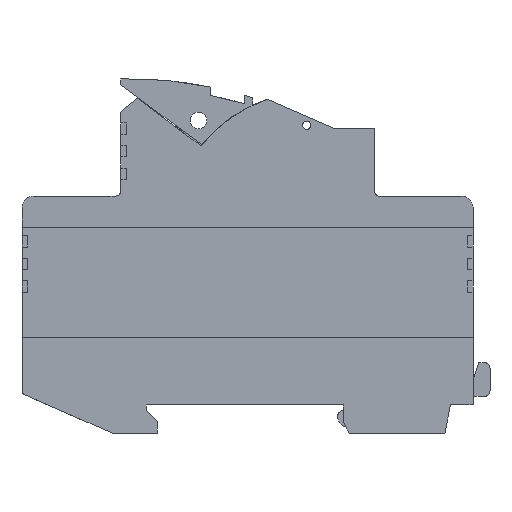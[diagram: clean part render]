
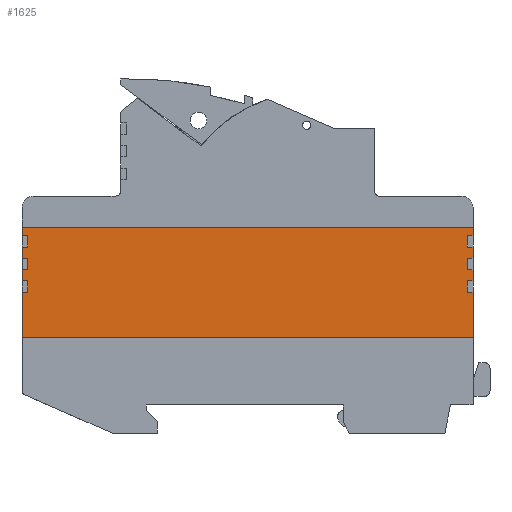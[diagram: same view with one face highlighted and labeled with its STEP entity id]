
A CAD part, left-side view. The second image highlights one B-rep face of the part: STEP entity #1625.
In plain terms, the highlighted planar face has unit normal (-1, 0, 0).
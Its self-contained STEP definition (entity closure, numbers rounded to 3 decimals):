
#1625=ADVANCED_FACE('VOLUMENK\X\D6RPER1',(#3498),#3499,.F.);
#3498=FACE_OUTER_BOUND('',#5614,.T.);
#3499=PLANE('',#5615);
#5614=EDGE_LOOP('',(#10816,#10817,#10818,#10819,#10820,#10821,#10822,#10823,#10824,#10825,#10826,#10827,#10828,#10829,#10830,#10831,#10832,#10833,#10834,#10835,#10836,#10837,#10838,#10839,#10840,#10841,#10842,#10843));
#5615=AXIS2_PLACEMENT_3D('',#10844,#10845,#10846);
#10816=ORIENTED_EDGE('',*,*,#15163,.F.);
#10817=ORIENTED_EDGE('',*,*,#15023,.F.);
#10818=ORIENTED_EDGE('',*,*,#15164,.F.);
#10819=ORIENTED_EDGE('',*,*,#15165,.F.);
#10820=ORIENTED_EDGE('',*,*,#15166,.F.);
#10821=ORIENTED_EDGE('',*,*,#15019,.F.);
#10822=ORIENTED_EDGE('',*,*,#15161,.F.);
#10823=ORIENTED_EDGE('',*,*,#15072,.F.);
#10824=ORIENTED_EDGE('',*,*,#15167,.F.);
#10825=ORIENTED_EDGE('',*,*,#15168,.F.);
#10826=ORIENTED_EDGE('',*,*,#15169,.F.);
#10827=ORIENTED_EDGE('',*,*,#15068,.F.);
#10828=ORIENTED_EDGE('',*,*,#15170,.F.);
#10829=ORIENTED_EDGE('',*,*,#15171,.F.);
#10830=ORIENTED_EDGE('',*,*,#15172,.F.);
#10831=ORIENTED_EDGE('',*,*,#15064,.F.);
#10832=ORIENTED_EDGE('',*,*,#15173,.F.);
#10833=ORIENTED_EDGE('',*,*,#15174,.F.);
#10834=ORIENTED_EDGE('',*,*,#15175,.F.);
#10835=ORIENTED_EDGE('',*,*,#15060,.F.);
#10836=ORIENTED_EDGE('',*,*,#15039,.F.);
#10837=ORIENTED_EDGE('',*,*,#15031,.F.);
#10838=ORIENTED_EDGE('',*,*,#15176,.F.);
#10839=ORIENTED_EDGE('',*,*,#15177,.F.);
#10840=ORIENTED_EDGE('',*,*,#15178,.F.);
#10841=ORIENTED_EDGE('',*,*,#15027,.F.);
#10842=ORIENTED_EDGE('',*,*,#15179,.F.);
#10843=ORIENTED_EDGE('',*,*,#15180,.F.);
#10844=CARTESIAN_POINT('',(0.5,43.,26.935));
#10845=DIRECTION('',(1.0,0.0,0.0));
#10846=DIRECTION('',(0.0,0.0,-1.0));
#15019=EDGE_CURVE('',#18743,#18745,#18746,.T.);
#15023=EDGE_CURVE('',#18751,#18753,#18754,.T.);
#15027=EDGE_CURVE('',#18759,#18761,#18762,.T.);
#15031=EDGE_CURVE('',#18767,#18769,#18770,.T.);
#15039=EDGE_CURVE('LINE',#18769,#18783,#18784,.T.);
#15060=EDGE_CURVE('',#18783,#18823,#18824,.T.);
#15064=EDGE_CURVE('',#18829,#18831,#18832,.T.);
#15068=EDGE_CURVE('',#18837,#18839,#18840,.T.);
#15072=EDGE_CURVE('',#18845,#18847,#18848,.T.);
#15161=EDGE_CURVE('LINE',#18847,#18743,#18986,.T.);
#15163=EDGE_CURVE('LINE',#18753,#18988,#18989,.T.);
#15164=EDGE_CURVE('LINE',#18990,#18751,#18991,.T.);
#15165=EDGE_CURVE('LINE',#18992,#18990,#18993,.T.);
#15166=EDGE_CURVE('LINE',#18745,#18992,#18994,.T.);
#15167=EDGE_CURVE('LINE',#18995,#18845,#18996,.T.);
#15168=EDGE_CURVE('LINE',#18997,#18995,#18998,.T.);
#15169=EDGE_CURVE('LINE',#18839,#18997,#18999,.T.);
#15170=EDGE_CURVE('LINE',#19000,#18837,#19001,.T.);
#15171=EDGE_CURVE('LINE',#19002,#19000,#19003,.T.);
#15172=EDGE_CURVE('LINE',#18831,#19002,#19004,.T.);
#15173=EDGE_CURVE('LINE',#19005,#18829,#19006,.T.);
#15174=EDGE_CURVE('LINE',#19007,#19005,#19008,.T.);
#15175=EDGE_CURVE('LINE',#18823,#19007,#19009,.T.);
#15176=EDGE_CURVE('LINE',#19010,#18767,#19011,.T.);
#15177=EDGE_CURVE('LINE',#19012,#19010,#19013,.T.);
#15178=EDGE_CURVE('LINE',#18761,#19012,#19014,.T.);
#15179=EDGE_CURVE('LINE',#19015,#18759,#19016,.T.);
#15180=EDGE_CURVE('LINE',#18988,#19015,#19017,.T.);
#18743=VERTEX_POINT('',#24981);
#18745=VERTEX_POINT('',#24984);
#18746=LINE('',#24985,#24986);
#18751=VERTEX_POINT('',#24993);
#18753=VERTEX_POINT('',#24996);
#18754=LINE('',#24997,#24998);
#18759=VERTEX_POINT('',#25005);
#18761=VERTEX_POINT('',#25008);
#18762=LINE('',#25009,#25010);
#18767=VERTEX_POINT('',#25017);
#18769=VERTEX_POINT('',#25020);
#18770=LINE('',#25021,#25022);
#18783=VERTEX_POINT('',#25041);
#18784=LINE('',#25042,#25043);
#18823=VERTEX_POINT('',#25101);
#18824=LINE('',#25102,#25103);
#18829=VERTEX_POINT('',#25110);
#18831=VERTEX_POINT('',#25113);
#18832=LINE('',#25114,#25115);
#18837=VERTEX_POINT('',#25122);
#18839=VERTEX_POINT('',#25125);
#18840=LINE('',#25126,#25127);
#18845=VERTEX_POINT('',#25134);
#18847=VERTEX_POINT('',#25137);
#18848=LINE('',#25138,#25139);
#18986=LINE('',#25394,#25395);
#18988=VERTEX_POINT('',#25397);
#18989=LINE('',#25398,#25399);
#18990=VERTEX_POINT('',#25400);
#18991=LINE('',#25401,#25402);
#18992=VERTEX_POINT('',#25403);
#18993=LINE('',#25404,#25405);
#18994=LINE('',#25406,#25407);
#18995=VERTEX_POINT('',#25408);
#18996=LINE('',#25409,#25410);
#18997=VERTEX_POINT('',#25411);
#18998=LINE('',#25412,#25413);
#18999=LINE('',#25414,#25415);
#19000=VERTEX_POINT('',#25416);
#19001=LINE('',#25417,#25418);
#19002=VERTEX_POINT('',#25419);
#19003=LINE('',#25420,#25421);
#19004=LINE('',#25422,#25423);
#19005=VERTEX_POINT('',#25424);
#19006=LINE('',#25425,#25426);
#19007=VERTEX_POINT('',#25427);
#19008=LINE('',#25428,#25429);
#19009=LINE('',#25430,#25431);
#19010=VERTEX_POINT('',#25432);
#19011=LINE('',#25433,#25434);
#19012=VERTEX_POINT('',#25435);
#19013=LINE('',#25436,#25437);
#19014=LINE('',#25438,#25439);
#19015=VERTEX_POINT('',#25440);
#19016=LINE('',#25441,#25442);
#19017=LINE('',#25443,#25444);
#24981=CARTESIAN_POINT('',(0.5,83.,17.));
#24984=CARTESIAN_POINT('',(0.5,83.,25.));
#24985=CARTESIAN_POINT('',(0.5,83.,21.));
#24986=VECTOR('',#29104,1.0);
#24993=CARTESIAN_POINT('',(0.5,83.,27.));
#24996=CARTESIAN_POINT('',(0.5,83.,29.));
#24997=CARTESIAN_POINT('',(0.5,83.,28.));
#24998=VECTOR('',#29108,1.0);
#25005=CARTESIAN_POINT('',(0.5,83.,31.));
#25008=CARTESIAN_POINT('',(0.5,83.,33.));
#25009=CARTESIAN_POINT('',(0.5,83.,32.));
#25010=VECTOR('',#29112,1.0);
#25017=CARTESIAN_POINT('',(0.5,83.,35.));
#25020=CARTESIAN_POINT('',(0.5,83.,36.5));
#25021=CARTESIAN_POINT('',(0.5,83.,35.75));
#25022=VECTOR('',#29116,1.0);
#25041=CARTESIAN_POINT('',(0.5,3.,36.5));
#25042=CARTESIAN_POINT('',(0.5,43.,36.5));
#25043=VECTOR('',#29123,1.0);
#25101=CARTESIAN_POINT('',(0.5,3.,35.));
#25102=CARTESIAN_POINT('',(0.5,3.,35.75));
#25103=VECTOR('',#29143,1.0);
#25110=CARTESIAN_POINT('',(0.5,3.,33.));
#25113=CARTESIAN_POINT('',(0.5,3.,31.));
#25114=CARTESIAN_POINT('',(0.5,3.,32.));
#25115=VECTOR('',#29147,1.0);
#25122=CARTESIAN_POINT('',(0.5,3.,29.));
#25125=CARTESIAN_POINT('',(0.5,3.,27.));
#25126=CARTESIAN_POINT('',(0.5,3.,28.));
#25127=VECTOR('',#29151,1.0);
#25134=CARTESIAN_POINT('',(0.5,3.,25.));
#25137=CARTESIAN_POINT('',(0.5,3.,17.));
#25138=CARTESIAN_POINT('',(0.5,3.,21.));
#25139=VECTOR('',#29155,1.0);
#25394=CARTESIAN_POINT('',(0.5,43.,17.));
#25395=VECTOR('',#29224,1.0);
#25397=CARTESIAN_POINT('',(0.5,82.,29.));
#25398=CARTESIAN_POINT('',(0.5,82.5,29.));
#25399=VECTOR('',#29225,1.0);
#25400=CARTESIAN_POINT('',(0.5,82.,27.));
#25401=CARTESIAN_POINT('',(0.5,82.5,27.));
#25402=VECTOR('',#29226,1.0);
#25403=CARTESIAN_POINT('',(0.5,82.,25.));
#25404=CARTESIAN_POINT('',(0.5,82.,26.));
#25405=VECTOR('',#29227,1.0);
#25406=CARTESIAN_POINT('',(0.5,82.5,25.));
#25407=VECTOR('',#29228,1.0);
#25408=CARTESIAN_POINT('',(0.5,4.,25.));
#25409=CARTESIAN_POINT('',(0.5,3.5,25.));
#25410=VECTOR('',#29229,1.0);
#25411=CARTESIAN_POINT('',(0.5,4.,27.));
#25412=CARTESIAN_POINT('',(0.5,4.,26.));
#25413=VECTOR('',#29230,1.0);
#25414=CARTESIAN_POINT('',(0.5,3.5,27.));
#25415=VECTOR('',#29231,1.0);
#25416=CARTESIAN_POINT('',(0.5,4.,29.));
#25417=CARTESIAN_POINT('',(0.5,3.5,29.));
#25418=VECTOR('',#29232,1.0);
#25419=CARTESIAN_POINT('',(0.5,4.,31.));
#25420=CARTESIAN_POINT('',(0.5,4.,30.));
#25421=VECTOR('',#29233,1.0);
#25422=CARTESIAN_POINT('',(0.5,3.5,31.));
#25423=VECTOR('',#29234,1.0);
#25424=CARTESIAN_POINT('',(0.5,4.,33.));
#25425=CARTESIAN_POINT('',(0.5,3.5,33.));
#25426=VECTOR('',#29235,1.0);
#25427=CARTESIAN_POINT('',(0.5,4.,35.));
#25428=CARTESIAN_POINT('',(0.5,4.,34.));
#25429=VECTOR('',#29236,1.0);
#25430=CARTESIAN_POINT('',(0.5,3.5,35.));
#25431=VECTOR('',#29237,1.0);
#25432=CARTESIAN_POINT('',(0.5,82.,35.));
#25433=CARTESIAN_POINT('',(0.5,82.5,35.));
#25434=VECTOR('',#29238,1.0);
#25435=CARTESIAN_POINT('',(0.5,82.,33.));
#25436=CARTESIAN_POINT('',(0.5,82.,34.));
#25437=VECTOR('',#29239,1.0);
#25438=CARTESIAN_POINT('',(0.5,82.5,33.));
#25439=VECTOR('',#29240,1.0);
#25440=CARTESIAN_POINT('',(0.5,82.,31.));
#25441=CARTESIAN_POINT('',(0.5,82.5,31.));
#25442=VECTOR('',#29241,1.0);
#25443=CARTESIAN_POINT('',(0.5,82.,30.));
#25444=VECTOR('',#29242,1.0);
#29104=DIRECTION('',(0.0,0.0,1.0));
#29108=DIRECTION('',(0.0,0.0,1.0));
#29112=DIRECTION('',(0.0,0.0,1.0));
#29116=DIRECTION('',(0.0,0.0,1.0));
#29123=DIRECTION('',(0.0,-1.0,0.0));
#29143=DIRECTION('',(0.0,0.0,-1.0));
#29147=DIRECTION('',(0.0,0.0,-1.0));
#29151=DIRECTION('',(0.0,0.0,-1.0));
#29155=DIRECTION('',(0.0,0.0,-1.0));
#29224=DIRECTION('',(0.0,1.0,0.0));
#29225=DIRECTION('',(0.0,-1.0,0.0));
#29226=DIRECTION('',(0.0,1.0,0.0));
#29227=DIRECTION('',(0.0,0.0,1.0));
#29228=DIRECTION('',(0.0,-1.0,0.0));
#29229=DIRECTION('',(0.0,-1.0,0.0));
#29230=DIRECTION('',(0.0,0.0,-1.0));
#29231=DIRECTION('',(0.0,1.0,0.0));
#29232=DIRECTION('',(0.0,-1.0,0.0));
#29233=DIRECTION('',(0.0,0.0,-1.0));
#29234=DIRECTION('',(0.0,1.0,0.0));
#29235=DIRECTION('',(0.0,-1.0,0.0));
#29236=DIRECTION('',(0.0,0.0,-1.0));
#29237=DIRECTION('',(0.0,1.0,0.0));
#29238=DIRECTION('',(0.0,1.0,0.0));
#29239=DIRECTION('',(0.0,0.0,1.0));
#29240=DIRECTION('',(0.0,-1.0,0.0));
#29241=DIRECTION('',(0.0,1.0,0.0));
#29242=DIRECTION('',(0.0,0.0,1.0));
